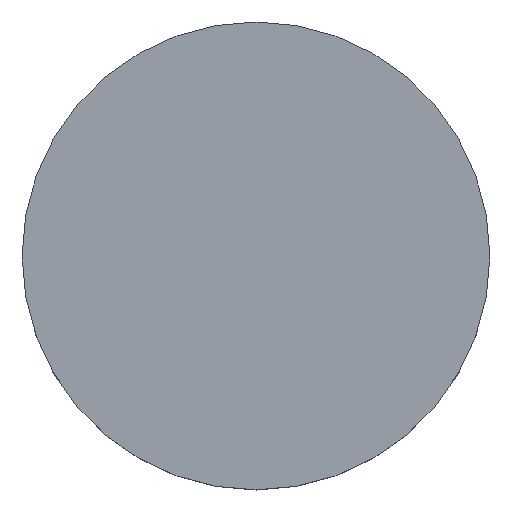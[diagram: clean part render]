
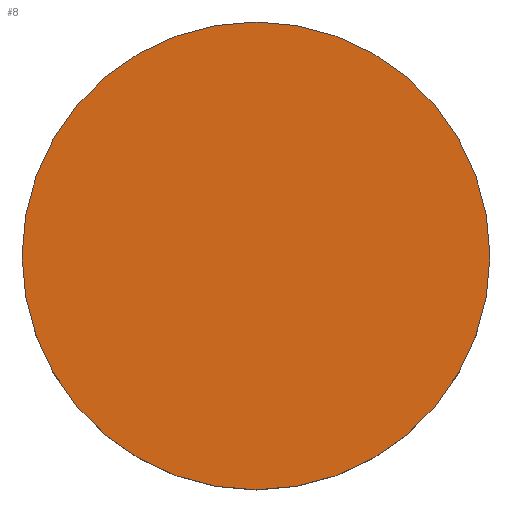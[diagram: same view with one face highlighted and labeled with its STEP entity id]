
A CAD part, top view. The second image highlights one B-rep face of the part: STEP entity #8.
In plain terms, the highlighted planar face has unit normal (0, 0, 1).
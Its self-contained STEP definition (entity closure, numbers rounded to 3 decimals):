
#8 = ADVANCED_FACE ( 'NONE', ( #86 ), #214, .T. ) ;
#22 = CARTESIAN_POINT ( 'NONE',  ( -25.4, 0., 5. ) ) ;
#32 = ORIENTED_EDGE ( 'NONE', *, *, #216, .F. ) ;
#33 = VERTEX_POINT ( 'NONE', #37 ) ;
#37 = CARTESIAN_POINT ( 'NONE',  ( 25.4, 0., 5. ) ) ;
#46 = AXIS2_PLACEMENT_3D ( 'NONE', #200, #118, #151 ) ;
#52 = CARTESIAN_POINT ( 'NONE',  ( 0., 52.02, 5. ) ) ;
#63 = DIRECTION ( 'NONE',  ( 1., 0., 0. ) ) ;
#71 = AXIS2_PLACEMENT_3D ( 'NONE', #95, #165, #63 ) ;
#81 = AXIS2_PLACEMENT_3D ( 'NONE', #52, #110, #199 ) ;
#86 = FACE_OUTER_BOUND ( 'NONE', #148, .T. ) ;
#95 = CARTESIAN_POINT ( 'NONE',  ( 0., 0., 5. ) ) ;
#110 = DIRECTION ( 'NONE',  ( 0., 0., 1. ) ) ;
#118 = DIRECTION ( 'NONE',  ( 0., 0., -1. ) ) ;
#126 = ORIENTED_EDGE ( 'NONE', *, *, #226, .F. ) ;
#148 = EDGE_LOOP ( 'NONE', ( #126, #32 ) ) ;
#151 = DIRECTION ( 'NONE',  ( 1., 0., 0. ) ) ;
#152 = VERTEX_POINT ( 'NONE', #22 ) ;
#155 = CIRCLE ( 'NONE', #46, 25.4 ) ;
#165 = DIRECTION ( 'NONE',  ( 0., 0., -1. ) ) ;
#199 = DIRECTION ( 'NONE',  ( 1., 0., 0. ) ) ;
#200 = CARTESIAN_POINT ( 'NONE',  ( 0., 0., 5. ) ) ;
#214 = PLANE ( 'NONE',  #81 ) ;
#216 = EDGE_CURVE ( 'NONE', #152, #33, #231, .T. ) ;
#226 = EDGE_CURVE ( 'NONE', #33, #152, #155, .T. ) ;
#231 = CIRCLE ( 'NONE', #71, 25.4 ) ;
